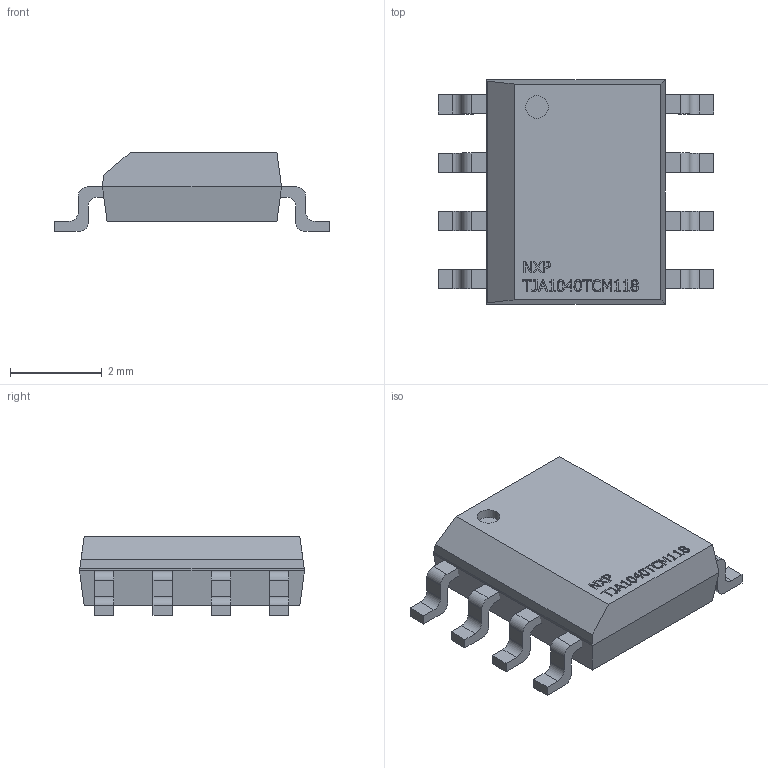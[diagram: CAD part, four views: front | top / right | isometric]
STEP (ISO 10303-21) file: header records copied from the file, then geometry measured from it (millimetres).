
FILE_DESCRIPTION( ( '' ), ' ' );
FILE_NAME( '5af4da8ed33cad0ee530e2df.step', '2018-05-10T23:49:34', ( '' ), ( '' ), ' ', ' ', ' ' );
FILE_SCHEMA( ( 'AUTOMOTIVE_DESIGN { 1 0 10303 214 1 1 1 1 }' ) );
Length unit declared in the file: metre
Products named in the file (5): Open CASCADE STEP translator 6.8 2; Open CASCADE STEP translator 6.8 1
Bounding box: 6 x 4.9 x 1.72 mm (x, y, z)
Volume: 29.5 mm3; surface area: 101.3 mm2
Topology: 5 solids, 5 shells, 327 faces, 875 edges, 582 vertices
Faces by surface type: plane 219, cylinder 51, extrusion 51, bspline 6
Full cylindrical faces by diameter (mm): 0.5 x1
Entity records: 17692 total; most frequent: CARTESIAN_POINT 2664, ORIENTED_EDGE 1748, DIRECTION 1436, STYLED_ITEM 1201, PRESENTATION_STYLE_ASSIGNMENT 1201, COLOUR_RGB 1201, EDGE_CURVE 874, CURVE_STYLE 874
